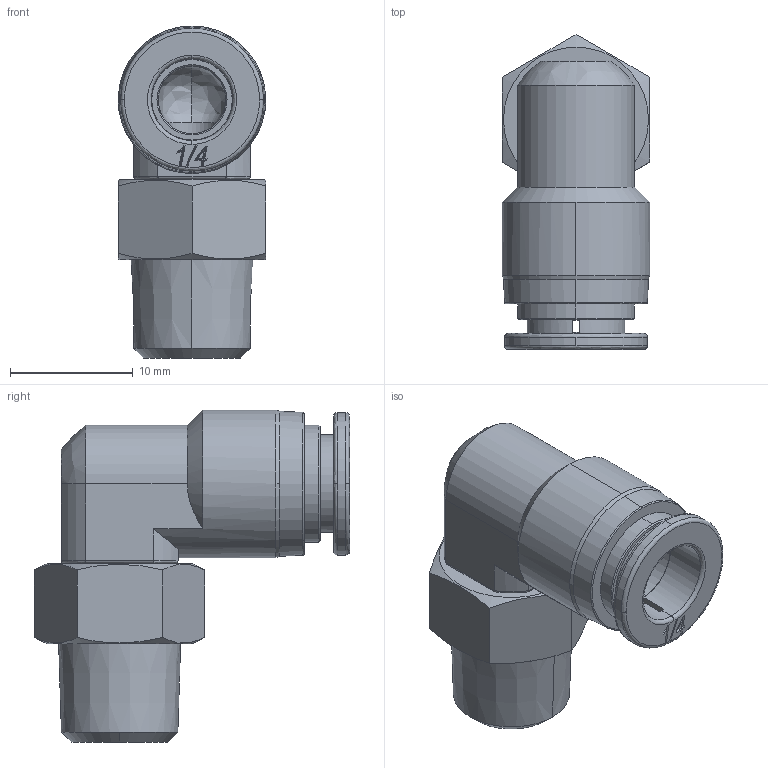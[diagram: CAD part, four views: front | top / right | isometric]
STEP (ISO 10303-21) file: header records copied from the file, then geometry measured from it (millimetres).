
FILE_DESCRIPTION (( 'STEP AP214' ), '1' );
FILE_NAME ('ME14-18N-SS.step', '2018-03-13T19:23:48', ( '' ), ( '' ), 'SwSTEP 2.0', 'SolidWorks 2017', '' );
FILE_SCHEMA (( 'AUTOMOTIVE_DESIGN' ));
Length unit declared in the file: inch
Products named in the file (1): ME14-18N-SS
Bounding box: 12 x 25.63 x 27 mm (x, y, z)
Volume: 2750.5 mm3; surface area: 2775.6 mm2
Topology: 2 solids, 2 shells, 134 faces, 333 edges, 211 vertices
Faces by surface type: plane 55, cylinder 33, cone 25, bspline 21
Entity records: 4825 total; most frequent: CARTESIAN_POINT 1681, ORIENTED_EDGE 662, DIRECTION 617, EDGE_CURVE 331, AXIS2_PLACEMENT_3D 229, VERTEX_POINT 211, VECTOR 159, LINE 159
